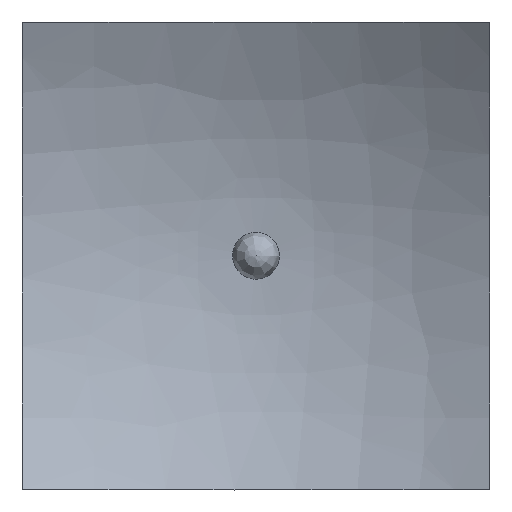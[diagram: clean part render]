
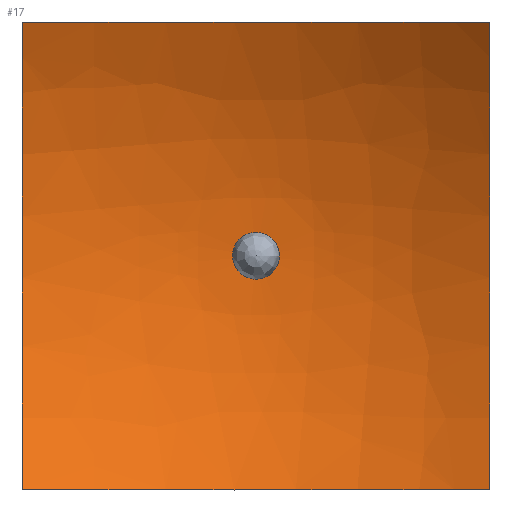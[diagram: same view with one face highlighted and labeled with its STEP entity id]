
A CAD part, top view. The second image highlights one B-rep face of the part: STEP entity #17.
In plain terms, the highlighted free-form (B-spline) face has degree [2, 2] with [3, 3] control points.
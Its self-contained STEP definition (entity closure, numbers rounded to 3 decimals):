
#17 = ADVANCED_FACE('',(#18),#32,.T.);
#18 = FACE_BOUND('',#19,.T.);
#19 = EDGE_LOOP('',(#20,#48,#64,#80));
#20 = ORIENTED_EDGE('',*,*,#21,.F.);
#21 = EDGE_CURVE('',#22,#24,#26,.T.);
#22 = VERTEX_POINT('',#23);
#23 = CARTESIAN_POINT('',(-500.,-500.,250.));
#24 = VERTEX_POINT('',#25);
#25 = CARTESIAN_POINT('',(500.,-500.,250.));
#26 = SURFACE_CURVE('',#27,(#31),.PCURVE_S1.);
#27 = B_SPLINE_CURVE_WITH_KNOTS('',2,(#28,#29,#30),.UNSPECIFIED.,.F.,.F.
  ,(3,3),(0.,1.),.PIECEWISE_BEZIER_KNOTS.);
#28 = CARTESIAN_POINT('',(-500.,-500.,250.));
#29 = CARTESIAN_POINT('',(0.,-500.,0.)
  );
#30 = CARTESIAN_POINT('',(500.,-500.,250.));
#31 = PCURVE('',#32,#42);
#32 = B_SPLINE_SURFACE_WITH_KNOTS('',2,2,(
    (#33,#34,#35)
    ,(#36,#37,#38)
    ,(#39,#40,#41
    )),.UNSPECIFIED.,.F.,.F.,.F.,(3,3),(3,3),(0.,1.),(0.,1.),
  .PIECEWISE_BEZIER_KNOTS.);
#33 = CARTESIAN_POINT('',(-500.,-500.,250.));
#34 = CARTESIAN_POINT('',(0.,-500.,0.)
  );
#35 = CARTESIAN_POINT('',(500.,-500.,250.));
#36 = CARTESIAN_POINT('',(-500.,0.,0.)
  );
#37 = CARTESIAN_POINT('',(0.,0.,
    -250.));
#38 = CARTESIAN_POINT('',(500.,0.,0.));
#39 = CARTESIAN_POINT('',(-500.,500.,250.));
#40 = CARTESIAN_POINT('',(0.,500.,0.));
#41 = CARTESIAN_POINT('',(500.,500.,250.));
#42 = DEFINITIONAL_REPRESENTATION('',(#43),#47);
#43 = LINE('',#44,#45);
#44 = CARTESIAN_POINT('',(0.,0.));
#45 = VECTOR('',#46,1.);
#46 = DIRECTION('',(0.,1.));
#47 = ( GEOMETRIC_REPRESENTATION_CONTEXT(2) 
PARAMETRIC_REPRESENTATION_CONTEXT() REPRESENTATION_CONTEXT('2D SPACE',''
  ) );
#48 = ORIENTED_EDGE('',*,*,#49,.T.);
#49 = EDGE_CURVE('',#22,#50,#52,.T.);
#50 = VERTEX_POINT('',#51);
#51 = CARTESIAN_POINT('',(-500.,500.,250.));
#52 = SURFACE_CURVE('',#53,(#57),.PCURVE_S1.);
#53 = B_SPLINE_CURVE_WITH_KNOTS('',2,(#54,#55,#56),.UNSPECIFIED.,.F.,.F.
  ,(3,3),(0.,1.),.PIECEWISE_BEZIER_KNOTS.);
#54 = CARTESIAN_POINT('',(-500.,-500.,250.));
#55 = CARTESIAN_POINT('',(-500.,0.,0.)
  );
#56 = CARTESIAN_POINT('',(-500.,500.,250.));
#57 = PCURVE('',#32,#58);
#58 = DEFINITIONAL_REPRESENTATION('',(#59),#63);
#59 = LINE('',#60,#61);
#60 = CARTESIAN_POINT('',(0.,0.));
#61 = VECTOR('',#62,1.);
#62 = DIRECTION('',(1.,0.));
#63 = ( GEOMETRIC_REPRESENTATION_CONTEXT(2) 
PARAMETRIC_REPRESENTATION_CONTEXT() REPRESENTATION_CONTEXT('2D SPACE',''
  ) );
#64 = ORIENTED_EDGE('',*,*,#65,.T.);
#65 = EDGE_CURVE('',#50,#66,#68,.T.);
#66 = VERTEX_POINT('',#67);
#67 = CARTESIAN_POINT('',(500.,500.,250.));
#68 = SURFACE_CURVE('',#69,(#73),.PCURVE_S1.);
#69 = B_SPLINE_CURVE_WITH_KNOTS('',2,(#70,#71,#72),.UNSPECIFIED.,.F.,.F.
  ,(3,3),(0.,1.),.PIECEWISE_BEZIER_KNOTS.);
#70 = CARTESIAN_POINT('',(-500.,500.,250.));
#71 = CARTESIAN_POINT('',(0.,500.,0.));
#72 = CARTESIAN_POINT('',(500.,500.,250.));
#73 = PCURVE('',#32,#74);
#74 = DEFINITIONAL_REPRESENTATION('',(#75),#79);
#75 = LINE('',#76,#77);
#76 = CARTESIAN_POINT('',(1.,0.));
#77 = VECTOR('',#78,1.);
#78 = DIRECTION('',(0.,1.));
#79 = ( GEOMETRIC_REPRESENTATION_CONTEXT(2) 
PARAMETRIC_REPRESENTATION_CONTEXT() REPRESENTATION_CONTEXT('2D SPACE',''
  ) );
#80 = ORIENTED_EDGE('',*,*,#81,.F.);
#81 = EDGE_CURVE('',#24,#66,#82,.T.);
#82 = SURFACE_CURVE('',#83,(#87),.PCURVE_S1.);
#83 = B_SPLINE_CURVE_WITH_KNOTS('',2,(#84,#85,#86),.UNSPECIFIED.,.F.,.F.
  ,(3,3),(0.,1.),.PIECEWISE_BEZIER_KNOTS.);
#84 = CARTESIAN_POINT('',(500.,-500.,250.));
#85 = CARTESIAN_POINT('',(500.,0.,0.));
#86 = CARTESIAN_POINT('',(500.,500.,250.));
#87 = PCURVE('',#32,#88);
#88 = DEFINITIONAL_REPRESENTATION('',(#89),#93);
#89 = LINE('',#90,#91);
#90 = CARTESIAN_POINT('',(0.,1.));
#91 = VECTOR('',#92,1.);
#92 = DIRECTION('',(1.,0.));
#93 = ( GEOMETRIC_REPRESENTATION_CONTEXT(2) 
PARAMETRIC_REPRESENTATION_CONTEXT() REPRESENTATION_CONTEXT('2D SPACE',''
  ) );
